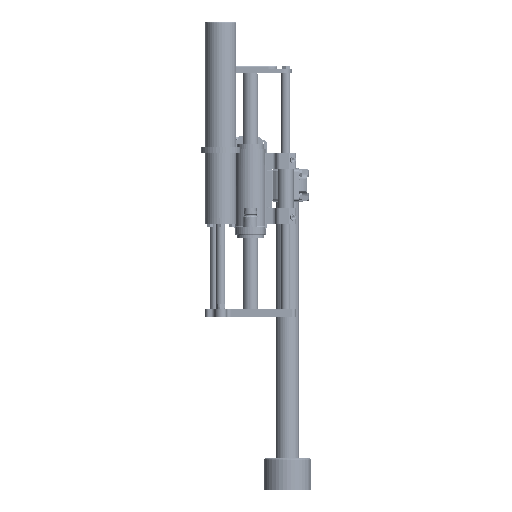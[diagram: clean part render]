
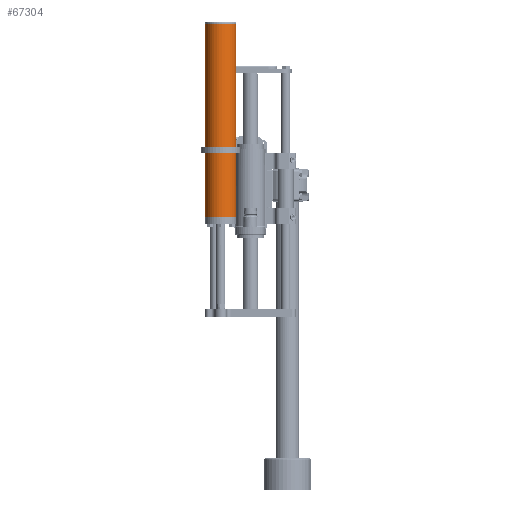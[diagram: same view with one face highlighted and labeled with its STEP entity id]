
A CAD part, top view. The second image highlights one B-rep face of the part: STEP entity #67304.
In plain terms, the highlighted cylindrical face has radius 20 mm (diameter 40 mm), a full revolution.
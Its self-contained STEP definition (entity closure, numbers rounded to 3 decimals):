
#4541 = CARTESIAN_POINT ( 'NONE',  ( 0., 248., -20. ) ) ;
#5171 = AXIS2_PLACEMENT_3D ( 'NONE', #70097, #30745, #11748 ) ;
#6907 = ORIENTED_EDGE ( 'NONE', *, *, #25383, .T. ) ;
#9080 = EDGE_LOOP ( 'NONE', ( #76380 ) ) ;
#11748 = DIRECTION ( 'NONE',  ( 0., 0., -1. ) ) ;
#25383 = EDGE_CURVE ( 'NONE', #84367, #84367, #56148, .T. ) ;
#26367 = AXIS2_PLACEMENT_3D ( 'NONE', #63618, #96271, #95256 ) ;
#30745 = DIRECTION ( 'NONE',  ( 0., -1., 0. ) ) ;
#39865 = DIRECTION ( 'NONE',  ( 0., 0., -1. ) ) ;
#43310 = CIRCLE ( 'NONE', #5171, 20. ) ;
#47804 = EDGE_LOOP ( 'NONE', ( #6907 ) ) ;
#49124 = EDGE_CURVE ( 'NONE', #65358, #65358, #43310, .T. ) ;
#51773 = AXIS2_PLACEMENT_3D ( 'NONE', #52526, #78772, #39865 ) ;
#52526 = CARTESIAN_POINT ( 'NONE',  ( 0., -0.6, 0. ) ) ;
#55961 = CYLINDRICAL_SURFACE ( 'NONE', #51773, 20. ) ;
#56148 = CIRCLE ( 'NONE', #26367, 20. ) ;
#60786 = FACE_OUTER_BOUND ( 'NONE', #47804, .T. ) ;
#63618 = CARTESIAN_POINT ( 'NONE',  ( 0., 248., 0. ) ) ;
#65358 = VERTEX_POINT ( 'NONE', #96499 ) ;
#67304 = ADVANCED_FACE ( 'NONE', ( #60786, #87072 ), #55961, .T. ) ;
#70097 = CARTESIAN_POINT ( 'NONE',  ( 0., 2., 0. ) ) ;
#76380 = ORIENTED_EDGE ( 'NONE', *, *, #49124, .F. ) ;
#78772 = DIRECTION ( 'NONE',  ( 0., -1., 0. ) ) ;
#84367 = VERTEX_POINT ( 'NONE', #4541 ) ;
#87072 = FACE_OUTER_BOUND ( 'NONE', #9080, .T. ) ;
#95256 = DIRECTION ( 'NONE',  ( 0., 0., -1. ) ) ;
#96271 = DIRECTION ( 'NONE',  ( 0., -1., 0. ) ) ;
#96499 = CARTESIAN_POINT ( 'NONE',  ( 0., 2., -20. ) ) ;
